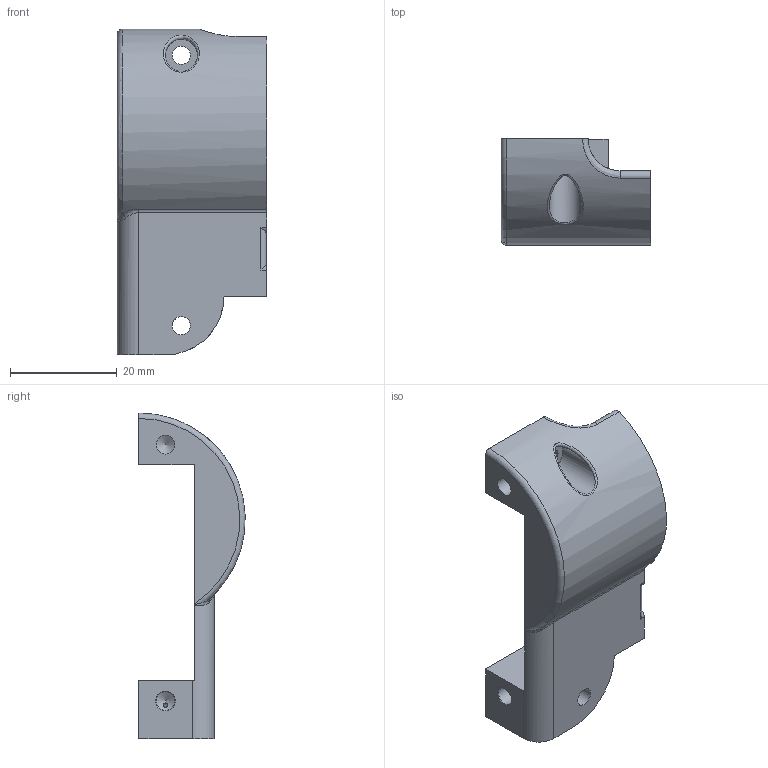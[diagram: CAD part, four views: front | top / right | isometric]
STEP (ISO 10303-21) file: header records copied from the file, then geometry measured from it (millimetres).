
FILE_DESCRIPTION(/* description */ (''),/* implementation_level */ '2;1');
FILE_NAME(/* name */ 'upper_leg_servo_cover.step',/* time_stamp */ '2021-12-27T12:40:17-08:00',/* author */ (''),/* organization */ (''),/* preprocessor_version */ 'ST-DEVELOPER v18.1',/* originating_system */ 'Autodesk Translation Framework v10.10.0.1391',/* authorisation */ '');
FILE_SCHEMA (('AUTOMOTIVE_DESIGN { 1 0 10303 214 3 1 1 }'));
Length unit declared in the file: millimetre
Products named in the file (1): upper_leg_servo_cover
Bounding box: 28 x 19.91 x 61.02 mm (x, y, z)
Volume: 11814.2 mm3; surface area: 5707.6 mm2
Topology: 1 solids, 1 shells, 46 faces, 120 edges, 77 vertices
Faces by surface type: cylinder 19, plane 17, bspline 4, cone 4, torus 2
Full cylindrical faces by diameter (mm): 3.4 x2, 3.5 x3, 6 x1
Entity records: 1762 total; most frequent: CARTESIAN_POINT 604, ORIENTED_EDGE 234, DIRECTION 230, EDGE_CURVE 117, AXIS2_PLACEMENT_3D 84, VERTEX_POINT 77, LINE 62, VECTOR 62
